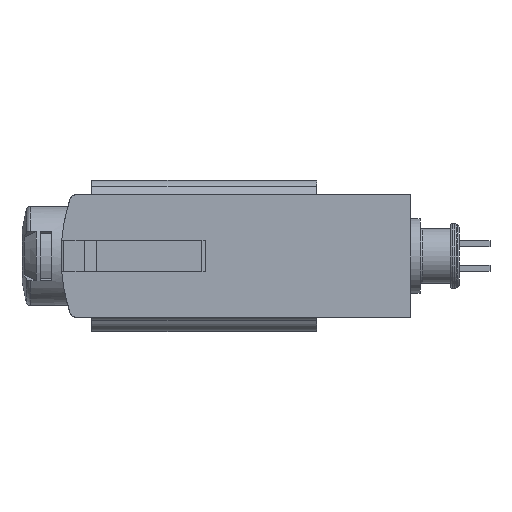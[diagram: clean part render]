
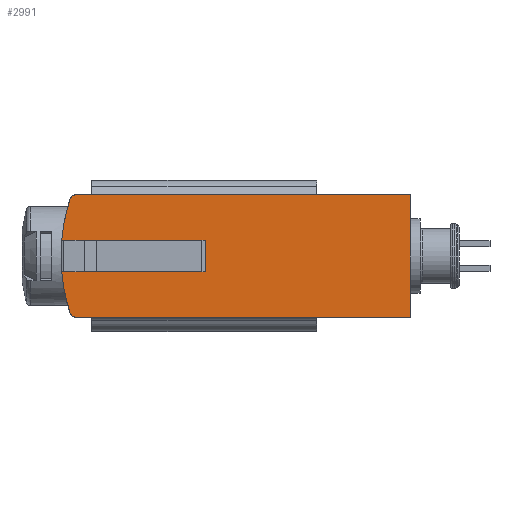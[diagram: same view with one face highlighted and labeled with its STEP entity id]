
A CAD part, left-side view. The second image highlights one B-rep face of the part: STEP entity #2991.
In plain terms, the highlighted planar face has unit normal (-1, 0, 0).
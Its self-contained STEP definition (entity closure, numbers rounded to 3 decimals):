
#40=PLANE('',#3284);
#188=CIRCLE('',#3158,15.);
#191=CIRCLE('',#3161,15.);
#237=CIRCLE('',#3240,0.5);
#254=CIRCLE('',#3285,0.5);
#370=LINE('',#4781,#629);
#391=LINE('',#4837,#650);
#407=LINE('',#4912,#666);
#408=LINE('',#4914,#667);
#409=LINE('',#4917,#668);
#410=LINE('',#4919,#669);
#629=VECTOR('',#3717,1000.);
#650=VECTOR('',#3766,1000.);
#666=VECTOR('',#3846,1000.);
#667=VECTOR('',#3849,1000.);
#668=VECTOR('',#3850,1000.);
#669=VECTOR('',#3853,1000.);
#1076=ORIENTED_EDGE('',*,*,#1896,.T.);
#1077=ORIENTED_EDGE('',*,*,#1897,.T.);
#1078=ORIENTED_EDGE('',*,*,#1696,.F.);
#1079=ORIENTED_EDGE('',*,*,#1833,.F.);
#1080=ORIENTED_EDGE('',*,*,#1830,.T.);
#1081=ORIENTED_EDGE('',*,*,#1895,.T.);
#1082=ORIENTED_EDGE('',*,*,#1858,.F.);
#1083=ORIENTED_EDGE('',*,*,#1898,.F.);
#1084=ORIENTED_EDGE('',*,*,#1699,.F.);
#1085=ORIENTED_EDGE('',*,*,#1899,.F.);
#1696=EDGE_CURVE('',#2126,#2127,#188,.T.);
#1699=EDGE_CURVE('',#2129,#2130,#191,.T.);
#1830=EDGE_CURVE('',#2256,#2255,#370,.T.);
#1833=EDGE_CURVE('',#2256,#2126,#237,.T.);
#1858=EDGE_CURVE('',#2276,#2277,#391,.T.);
#1895=EDGE_CURVE('',#2255,#2277,#407,.T.);
#1896=EDGE_CURVE('',#2296,#2297,#408,.T.);
#1897=EDGE_CURVE('',#2297,#2127,#409,.T.);
#1898=EDGE_CURVE('',#2130,#2276,#254,.T.);
#1899=EDGE_CURVE('',#2296,#2129,#410,.T.);
#2126=VERTEX_POINT('',#4458);
#2127=VERTEX_POINT('',#4460);
#2129=VERTEX_POINT('',#4464);
#2130=VERTEX_POINT('',#4466);
#2255=VERTEX_POINT('',#4780);
#2256=VERTEX_POINT('',#4782);
#2276=VERTEX_POINT('',#4836);
#2277=VERTEX_POINT('',#4838);
#2296=VERTEX_POINT('',#4915);
#2297=VERTEX_POINT('',#4916);
#2484=EDGE_LOOP('',(#1076,#1077,#1078,#1079,#1080,#1081,#1082,#1083,#1084,
#1085));
#2723=FACE_BOUND('',#2484,.T.);
#2991=ADVANCED_FACE('',(#2723),#40,.F.);
#3158=AXIS2_PLACEMENT_3D('',#4459,#3503,#3504);
#3161=AXIS2_PLACEMENT_3D('',#4465,#3509,#3510);
#3240=AXIS2_PLACEMENT_3D('',#4786,#3723,#3724);
#3284=AXIS2_PLACEMENT_3D('',#4913,#3847,#3848);
#3285=AXIS2_PLACEMENT_3D('',#4918,#3851,#3852);
#3503=DIRECTION('',(1.,0.,0.));
#3504=DIRECTION('',(0.,0.,-1.));
#3509=DIRECTION('',(1.,0.,0.));
#3510=DIRECTION('',(0.,0.,-1.));
#3717=DIRECTION('',(0.,-1.,0.));
#3723=DIRECTION('',(1.,0.,0.));
#3724=DIRECTION('',(0.,0.,-1.));
#3766=DIRECTION('',(0.,-1.,0.));
#3846=DIRECTION('',(0.,0.,1.));
#3847=DIRECTION('',(1.,0.,0.));
#3848=DIRECTION('',(0.,0.,-1.));
#3849=DIRECTION('',(0.,0.,-1.));
#3850=DIRECTION('',(0.,1.,0.));
#3851=DIRECTION('',(1.,0.,0.));
#3852=DIRECTION('',(0.,0.,-1.));
#3853=DIRECTION('',(0.,1.,0.));
#4458=CARTESIAN_POINT('',(-102.4,20.109,-4.655));
#4459=CARTESIAN_POINT('',(-102.4,5.85,0.));
#4460=CARTESIAN_POINT('',(-102.4,20.794,-1.3));
#4464=CARTESIAN_POINT('',(-102.4,20.794,1.3));
#4465=CARTESIAN_POINT('',(-102.4,5.85,0.));
#4466=CARTESIAN_POINT('',(-102.4,20.109,4.655));
#4780=CARTESIAN_POINT('',(-102.4,-7.65,-5.));
#4781=CARTESIAN_POINT('',(-102.4,23.,-5.));
#4782=CARTESIAN_POINT('',(-102.4,19.634,-5.));
#4786=CARTESIAN_POINT('',(-102.4,19.634,-4.5));
#4836=CARTESIAN_POINT('',(-102.4,19.634,5.));
#4837=CARTESIAN_POINT('',(-102.4,23.,5.));
#4838=CARTESIAN_POINT('',(-102.4,-7.65,5.));
#4912=CARTESIAN_POINT('',(-102.4,-7.65,-5.));
#4913=CARTESIAN_POINT('',(-102.4,23.,-5.));
#4914=CARTESIAN_POINT('',(-102.4,9.05,1.3));
#4915=CARTESIAN_POINT('',(-102.4,9.05,1.3));
#4916=CARTESIAN_POINT('',(-102.4,9.05,-1.3));
#4917=CARTESIAN_POINT('',(-102.4,9.05,-1.3));
#4918=CARTESIAN_POINT('',(-102.4,19.634,4.5));
#4919=CARTESIAN_POINT('',(-102.4,9.05,1.3));
